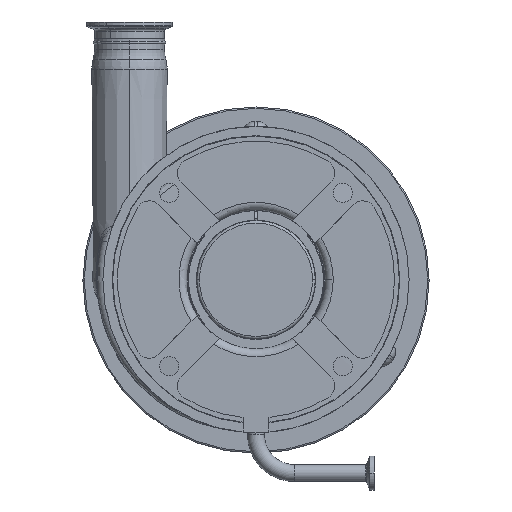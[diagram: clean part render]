
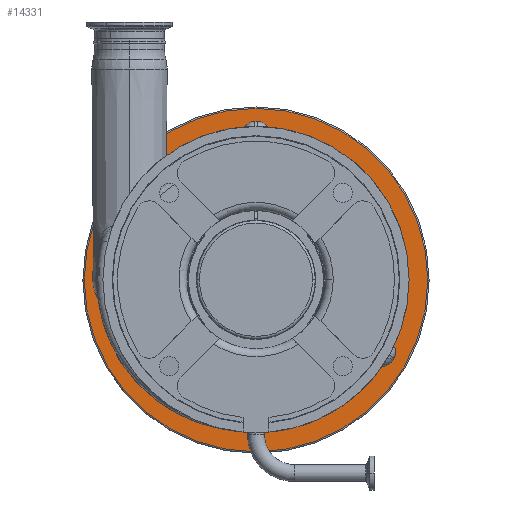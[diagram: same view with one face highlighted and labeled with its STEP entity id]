
A CAD part, top view. The second image highlights one B-rep face of the part: STEP entity #14331.
In plain terms, the highlighted planar face has unit normal (0, 0, 1).
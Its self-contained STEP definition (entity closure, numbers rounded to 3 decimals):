
#734 = AXIS2_PLACEMENT_3D ( 'NONE', #3577, #13189, #861 ) ;
#861 = DIRECTION ( 'NONE',  ( -1., 0., 0. ) ) ;
#1145 = ORIENTED_EDGE ( 'NONE', *, *, #7054, .T. ) ;
#1463 = DIRECTION ( 'NONE',  ( 0., 0., -1. ) ) ;
#1877 = EDGE_CURVE ( 'NONE', #7756, #5451, #18299, .T. ) ;
#2438 = AXIS2_PLACEMENT_3D ( 'NONE', #17182, #18819, #18629 ) ;
#2458 = DIRECTION ( 'NONE',  ( 0., 0., -1. ) ) ;
#2599 = AXIS2_PLACEMENT_3D ( 'NONE', #12066, #19386, #16334 ) ;
#2858 = FACE_BOUND ( 'NONE', #7967, .T. ) ;
#2871 = DIRECTION ( 'NONE',  ( 0., 0., 1. ) ) ;
#3001 = CIRCLE ( 'NONE', #18241, 10. ) ;
#3165 = DIRECTION ( 'NONE',  ( -1., 0., 0. ) ) ;
#3333 = DIRECTION ( 'NONE',  ( 0., 0., -1. ) ) ;
#3345 = EDGE_CURVE ( 'NONE', #9028, #15764, #14036, .T. ) ;
#3561 = DIRECTION ( 'NONE',  ( -1., 0., 0. ) ) ;
#3577 = CARTESIAN_POINT ( 'NONE',  ( 0., 109., -58.5 ) ) ;
#3627 = ORIENTED_EDGE ( 'NONE', *, *, #19384, .T. ) ;
#3647 = AXIS2_PLACEMENT_3D ( 'NONE', #10879, #1463, #3165 ) ;
#3754 = ORIENTED_EDGE ( 'NONE', *, *, #3345, .T. ) ;
#4111 = EDGE_CURVE ( 'NONE', #12090, #18119, #12627, .T. ) ;
#4238 = AXIS2_PLACEMENT_3D ( 'NONE', #13820, #12130, #15351 ) ;
#4276 = DIRECTION ( 'NONE',  ( 0., 0., 1. ) ) ;
#4291 = VERTEX_POINT ( 'NONE', #7362 ) ;
#4335 = EDGE_CURVE ( 'NONE', #15764, #9028, #9424, .T. ) ;
#4428 = EDGE_LOOP ( 'NONE', ( #14211, #19011 ) ) ;
#4477 = FACE_BOUND ( 'NONE', #19678, .T. ) ;
#4562 = CARTESIAN_POINT ( 'NONE',  ( -84.397, -54.5, -58.5 ) ) ;
#4850 = DIRECTION ( 'NONE',  ( -1., 0., 0. ) ) ;
#5451 = VERTEX_POINT ( 'NONE', #9328 ) ;
#5545 = AXIS2_PLACEMENT_3D ( 'NONE', #8441, #14607, #8555 ) ;
#5901 = VERTEX_POINT ( 'NONE', #6811 ) ;
#6073 = CARTESIAN_POINT ( 'NONE',  ( 0., 109., -58.5 ) ) ;
#6517 = CIRCLE ( 'NONE', #7858, 129. ) ;
#6811 = CARTESIAN_POINT ( 'NONE',  ( -129., 0., -58.5 ) ) ;
#6892 = EDGE_CURVE ( 'NONE', #5451, #7756, #9472, .T. ) ;
#7006 = CARTESIAN_POINT ( 'NONE',  ( 0., 0., -58.5 ) ) ;
#7054 = EDGE_CURVE ( 'NONE', #18119, #12090, #13988, .T. ) ;
#7138 = EDGE_CURVE ( 'NONE', #4291, #5901, #6517, .T. ) ;
#7352 = CARTESIAN_POINT ( 'NONE',  ( 0., 0., -58.5 ) ) ;
#7362 = CARTESIAN_POINT ( 'NONE',  ( 129., 0., -58.5 ) ) ;
#7435 = DIRECTION ( 'NONE',  ( 1., 0., 0. ) ) ;
#7523 = FACE_BOUND ( 'NONE', #15342, .T. ) ;
#7756 = VERTEX_POINT ( 'NONE', #15855 ) ;
#7858 = AXIS2_PLACEMENT_3D ( 'NONE', #10369, #4276, #9034 ) ;
#7967 = EDGE_LOOP ( 'NONE', ( #3754, #15444 ) ) ;
#8224 = EDGE_LOOP ( 'NONE', ( #3627, #10895 ) ) ;
#8441 = CARTESIAN_POINT ( 'NONE',  ( -94.397, -54.5, -58.5 ) ) ;
#8555 = DIRECTION ( 'NONE',  ( -1., 0., 0. ) ) ;
#8944 = CARTESIAN_POINT ( 'NONE',  ( -104.397, -54.5, -58.5 ) ) ;
#9002 = CARTESIAN_POINT ( 'NONE',  ( -97., 0., -58.5 ) ) ;
#9028 = VERTEX_POINT ( 'NONE', #10519 ) ;
#9034 = DIRECTION ( 'NONE',  ( 1., 0., 0. ) ) ;
#9035 = CARTESIAN_POINT ( 'NONE',  ( 104.397, -54.5, -58.5 ) ) ;
#9046 = FACE_OUTER_BOUND ( 'NONE', #4428, .T. ) ;
#9328 = CARTESIAN_POINT ( 'NONE',  ( 10., 109., -58.5 ) ) ;
#9424 = CIRCLE ( 'NONE', #4238, 97. ) ;
#9472 = CIRCLE ( 'NONE', #734, 10. ) ;
#10369 = CARTESIAN_POINT ( 'NONE',  ( 0., 0., -58.5 ) ) ;
#10519 = CARTESIAN_POINT ( 'NONE',  ( 97., 0., -58.5 ) ) ;
#10879 = CARTESIAN_POINT ( 'NONE',  ( 0., 64.295, -58.5 ) ) ;
#10895 = ORIENTED_EDGE ( 'NONE', *, *, #15142, .T. ) ;
#11175 = CIRCLE ( 'NONE', #2438, 10. ) ;
#11310 = ORIENTED_EDGE ( 'NONE', *, *, #1877, .T. ) ;
#11495 = AXIS2_PLACEMENT_3D ( 'NONE', #6073, #3333, #4850 ) ;
#11671 = DIRECTION ( 'NONE',  ( -1., 0., 0. ) ) ;
#12066 = CARTESIAN_POINT ( 'NONE',  ( -94.397, -54.5, -58.5 ) ) ;
#12090 = VERTEX_POINT ( 'NONE', #8944 ) ;
#12130 = DIRECTION ( 'NONE',  ( 0., 0., -1. ) ) ;
#12555 = ORIENTED_EDGE ( 'NONE', *, *, #6892, .T. ) ;
#12627 = CIRCLE ( 'NONE', #2599, 10. ) ;
#12971 = DIRECTION ( 'NONE',  ( 0., 0., -1. ) ) ;
#13181 = CARTESIAN_POINT ( 'NONE',  ( 94.397, -54.5, -58.5 ) ) ;
#13189 = DIRECTION ( 'NONE',  ( 0., 0., -1. ) ) ;
#13797 = ORIENTED_EDGE ( 'NONE', *, *, #4111, .T. ) ;
#13820 = CARTESIAN_POINT ( 'NONE',  ( 0., 0., -58.5 ) ) ;
#13988 = CIRCLE ( 'NONE', #5545, 10. ) ;
#14036 = CIRCLE ( 'NONE', #15332, 97. ) ;
#14211 = ORIENTED_EDGE ( 'NONE', *, *, #7138, .T. ) ;
#14331 = ADVANCED_FACE ( 'NONE', ( #7523, #4477, #18293, #2858, #9046 ), #18468, .F. ) ;
#14607 = DIRECTION ( 'NONE',  ( 0., 0., -1. ) ) ;
#15142 = EDGE_CURVE ( 'NONE', #18541, #18049, #3001, .T. ) ;
#15285 = CIRCLE ( 'NONE', #18876, 129. ) ;
#15332 = AXIS2_PLACEMENT_3D ( 'NONE', #7006, #12971, #3561 ) ;
#15342 = EDGE_LOOP ( 'NONE', ( #12555, #11310 ) ) ;
#15351 = DIRECTION ( 'NONE',  ( -1., 0., 0. ) ) ;
#15444 = ORIENTED_EDGE ( 'NONE', *, *, #4335, .T. ) ;
#15764 = VERTEX_POINT ( 'NONE', #9002 ) ;
#15855 = CARTESIAN_POINT ( 'NONE',  ( -10., 109., -58.5 ) ) ;
#15998 = CARTESIAN_POINT ( 'NONE',  ( 84.397, -54.5, -58.5 ) ) ;
#16334 = DIRECTION ( 'NONE',  ( -1., 0., 0. ) ) ;
#16796 = EDGE_CURVE ( 'NONE', #5901, #4291, #15285, .T. ) ;
#17182 = CARTESIAN_POINT ( 'NONE',  ( 94.397, -54.5, -58.5 ) ) ;
#18049 = VERTEX_POINT ( 'NONE', #9035 ) ;
#18119 = VERTEX_POINT ( 'NONE', #4562 ) ;
#18241 = AXIS2_PLACEMENT_3D ( 'NONE', #13181, #2458, #11671 ) ;
#18293 = FACE_BOUND ( 'NONE', #8224, .T. ) ;
#18299 = CIRCLE ( 'NONE', #11495, 10. ) ;
#18468 = PLANE ( 'NONE',  #3647 ) ;
#18541 = VERTEX_POINT ( 'NONE', #15998 ) ;
#18629 = DIRECTION ( 'NONE',  ( -1., 0., 0. ) ) ;
#18819 = DIRECTION ( 'NONE',  ( 0., 0., -1. ) ) ;
#18876 = AXIS2_PLACEMENT_3D ( 'NONE', #7352, #2871, #7435 ) ;
#19011 = ORIENTED_EDGE ( 'NONE', *, *, #16796, .T. ) ;
#19384 = EDGE_CURVE ( 'NONE', #18049, #18541, #11175, .T. ) ;
#19386 = DIRECTION ( 'NONE',  ( 0., 0., -1. ) ) ;
#19678 = EDGE_LOOP ( 'NONE', ( #1145, #13797 ) ) ;
